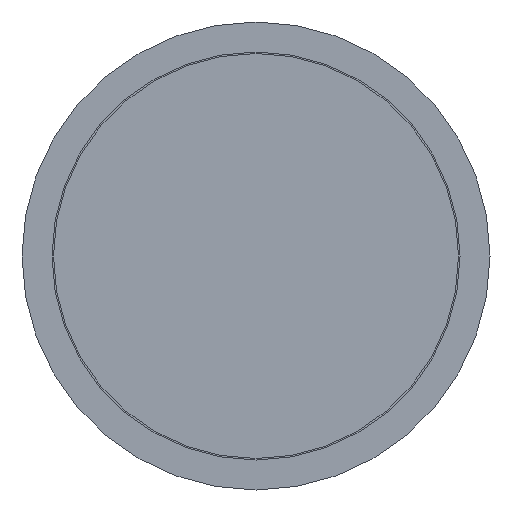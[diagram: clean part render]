
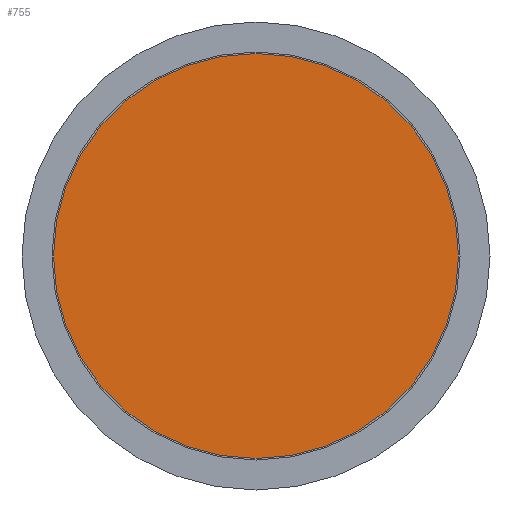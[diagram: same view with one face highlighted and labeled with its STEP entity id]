
A CAD part, front view. The second image highlights one B-rep face of the part: STEP entity #755.
In plain terms, the highlighted planar face has unit normal (0, -1, 0).
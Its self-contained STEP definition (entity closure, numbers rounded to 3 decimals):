
#55 = DIRECTION ( 'NONE',  ( 0., 0., -1. ) ) ;
#148 = CARTESIAN_POINT ( 'NONE',  ( 0., 0., 0. ) ) ;
#181 = PLANE ( 'NONE',  #520 ) ;
#295 = ORIENTED_EDGE ( 'NONE', *, *, #460, .T. ) ;
#317 = CARTESIAN_POINT ( 'NONE',  ( -33.75, 0., 0. ) ) ;
#357 = DIRECTION ( 'NONE',  ( 0., -1., 0. ) ) ;
#374 = EDGE_LOOP ( 'NONE', ( #295 ) ) ;
#460 = EDGE_CURVE ( 'NONE', #920, #920, #484, .T. ) ;
#484 = CIRCLE ( 'NONE', #726, 33.75 ) ;
#520 = AXIS2_PLACEMENT_3D ( 'NONE', #317, #712, #700 ) ;
#535 = CARTESIAN_POINT ( 'NONE',  ( 0., 0., -33.75 ) ) ;
#700 = DIRECTION ( 'NONE',  ( 0., 0., 1. ) ) ;
#712 = DIRECTION ( 'NONE',  ( 0., 1., 0. ) ) ;
#726 = AXIS2_PLACEMENT_3D ( 'NONE', #148, #357, #55 ) ;
#755 = ADVANCED_FACE ( 'NONE', ( #807 ), #181, .F. ) ;
#807 = FACE_OUTER_BOUND ( 'NONE', #374, .T. ) ;
#920 = VERTEX_POINT ( 'NONE', #535 ) ;
